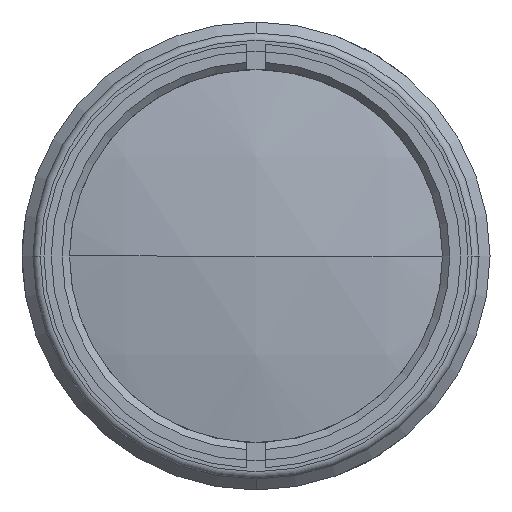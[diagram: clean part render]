
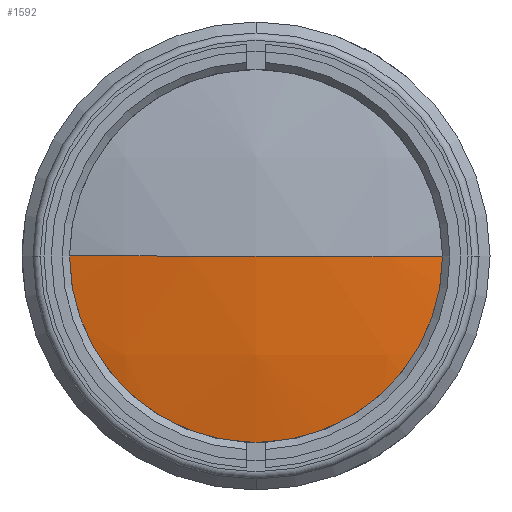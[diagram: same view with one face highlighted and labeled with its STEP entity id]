
A CAD part, left-side view. The second image highlights one B-rep face of the part: STEP entity #1592.
In plain terms, the highlighted spherical face has radius 124 mm.
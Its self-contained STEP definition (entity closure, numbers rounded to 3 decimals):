
#63 = ORIENTED_EDGE ( 'NONE', *, *, #1762, .F. ) ;
#64 = CARTESIAN_POINT ( 'NONE',  ( -107.34, 0., 0. ) ) ;
#73 = FACE_OUTER_BOUND ( 'NONE', #502, .T. ) ;
#181 = CIRCLE ( 'NONE', #1303, 124. ) ;
#378 = AXIS2_PLACEMENT_3D ( 'NONE', #3045, #1024, #3909 ) ;
#502 = EDGE_LOOP ( 'NONE', ( #4713, #2779, #63 ) ) ;
#529 = CARTESIAN_POINT ( 'NONE',  ( 16.66, 0., 0. ) ) ;
#549 = CIRCLE ( 'NONE', #378, 124. ) ;
#562 = VERTEX_POINT ( 'NONE', #64 ) ;
#984 = DIRECTION ( 'NONE',  ( 0., 1., 0. ) ) ;
#1024 = DIRECTION ( 'NONE',  ( 0., 0., 1. ) ) ;
#1303 = AXIS2_PLACEMENT_3D ( 'NONE', #3000, #2608, #984 ) ;
#1396 = DIRECTION ( 'NONE',  ( -1., 0., 0. ) ) ;
#1592 = ADVANCED_FACE ( 'NONE', ( #73 ), #1673, .T. ) ;
#1673 = SPHERICAL_SURFACE ( 'NONE', #2846, 124. ) ;
#1762 = EDGE_CURVE ( 'NONE', #2473, #562, #549, .T. ) ;
#1772 = DIRECTION ( 'NONE',  ( 0., 1., 0. ) ) ;
#1824 = VERTEX_POINT ( 'NONE', #3150 ) ;
#1842 = CARTESIAN_POINT ( 'NONE',  ( -104.365, 27., 0. ) ) ;
#2093 = AXIS2_PLACEMENT_3D ( 'NONE', #5140, #1396, #3849 ) ;
#2473 = VERTEX_POINT ( 'NONE', #1842 ) ;
#2608 = DIRECTION ( 'NONE',  ( 0., 0., -1. ) ) ;
#2779 = ORIENTED_EDGE ( 'NONE', *, *, #3309, .T. ) ;
#2846 = AXIS2_PLACEMENT_3D ( 'NONE', #529, #3316, #1772 ) ;
#3000 = CARTESIAN_POINT ( 'NONE',  ( 16.66, 0., 0. ) ) ;
#3045 = CARTESIAN_POINT ( 'NONE',  ( 16.66, 0., 0. ) ) ;
#3150 = CARTESIAN_POINT ( 'NONE',  ( -104.365, -27., 0. ) ) ;
#3309 = EDGE_CURVE ( 'NONE', #1824, #562, #181, .T. ) ;
#3316 = DIRECTION ( 'NONE',  ( 0., 0., -1. ) ) ;
#3369 = CIRCLE ( 'NONE', #2093, 27. ) ;
#3849 = DIRECTION ( 'NONE',  ( 0., 0., 1. ) ) ;
#3909 = DIRECTION ( 'NONE',  ( 0., -1., 0. ) ) ;
#4307 = EDGE_CURVE ( 'NONE', #2473, #1824, #3369, .T. ) ;
#4713 = ORIENTED_EDGE ( 'NONE', *, *, #4307, .T. ) ;
#5140 = CARTESIAN_POINT ( 'NONE',  ( -104.365, 0., 0. ) ) ;
